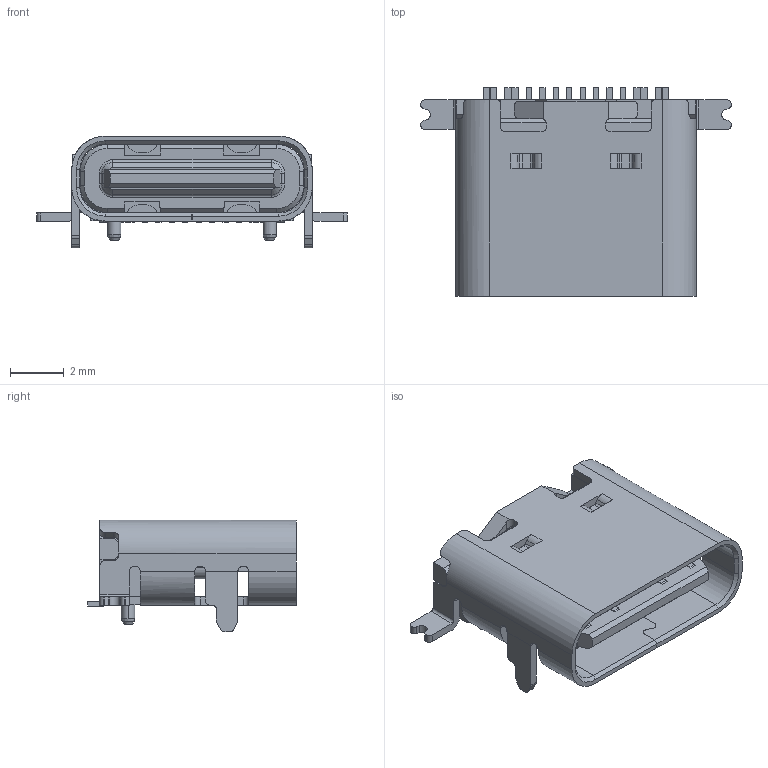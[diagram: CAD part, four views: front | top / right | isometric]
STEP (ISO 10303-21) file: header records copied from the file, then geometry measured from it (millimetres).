
FILE_DESCRIPTION(/* description */ (''),/* implementation_level */ '2;1');
FILE_NAME(/* name */ '16P前插后贴 1月11日.stp',/* time_stamp */ '2024-01-11T16:11:02+08:00',/* author */ (''),/* organization */ (''),/* preprocessor_version */ 'ST-DEVELOPER v16',/* originating_system */ 'SIEMENS PLM Software NX 10.0',/* authorisation */ '');
FILE_SCHEMA (('AP203_CONFIGURATION_CONTROLLED_3D_DESIGN_OF_MECHANICAL_PARTS_AND_ASSEMBLIES_MIM_LF { 1 0 10303 403 2 1 2}'));
Length unit declared in the file: millimetre
Products named in the file (1): Admi17F826C831pl
Bounding box: 11.54 x 7.75 x 4.16 mm (x, y, z)
Volume: 115.8 mm3; surface area: 470 mm2
Topology: 1 solids, 1 shells, 581 faces, 1689 edges, 1098 vertices
Faces by surface type: plane 423, cylinder 136, cone 14, bspline 4, torus 4
Entity records: 19471 total; most frequent: CARTESIAN_POINT 3833, ORIENTED_EDGE 3366, DIRECTION 3127, EDGE_CURVE 1683, LINE 1331, VECTOR 1331, VERTEX_POINT 1096, AXIS2_PLACEMENT_3D 898
